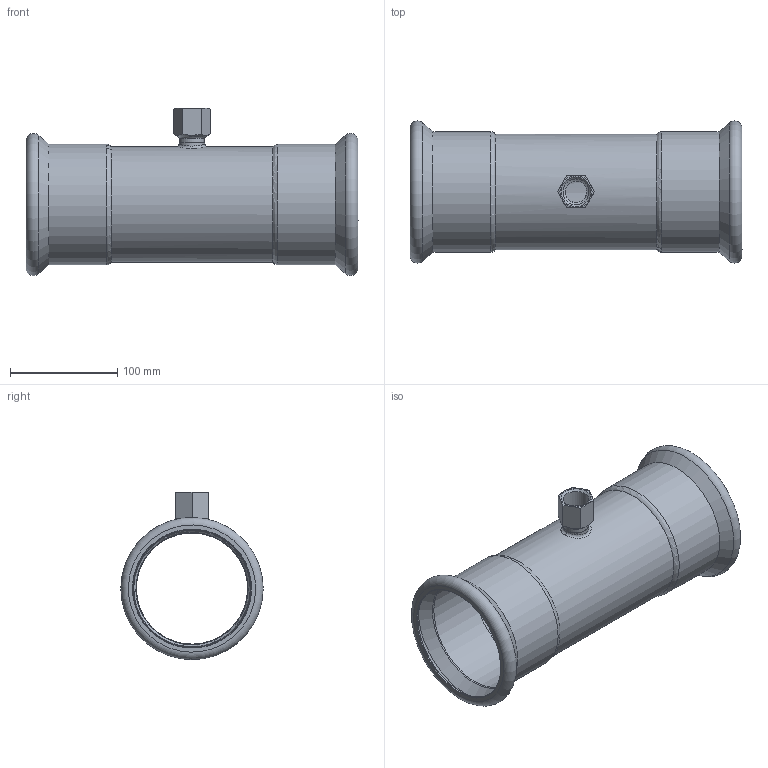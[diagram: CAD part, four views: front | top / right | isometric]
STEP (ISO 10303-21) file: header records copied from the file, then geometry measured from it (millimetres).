
FILE_DESCRIPTION(/* description */ (''),/* implementation_level */ '2;1');
FILE_NAME(/* name */ '41336.stp',/* time_stamp */ '2023-09-08T10:58:52+02:00',/* author */ ('JANAN'),/* organization */ (''),/* preprocessor_version */ 'ST-DEVELOPER v19.2',/* originating_system */ 'Autodesk Inventor 2023',/* authorisation */ '');
FILE_SCHEMA (('AUTOMOTIVE_DESIGN { 1 0 10303 214 3 1 1 }'));
Length unit declared in the file: millimetre
Products named in the file (1): tmpF520.tmp
Bounding box: 310 x 132.76 x 156.18 mm (x, y, z)
Volume: 240684.4 mm3; surface area: 237904.4 mm2
Topology: 2 solids, 2 shells, 60 faces, 137 edges, 84 vertices
Faces by surface type: cone 17, cylinder 13, torus 13, plane 13, bspline 4
Full cylindrical faces by diameter (mm): 20 x1, 20.6 x1, 23 x1, 24 x1, 24.117 x1, 103.88 x1, 108 x1, 108.8 x2, 110.4 x2, 112.8 x2
Entity records: 2745 total; most frequent: CARTESIAN_POINT 1301, DIRECTION 292, ORIENTED_EDGE 274, EDGE_CURVE 137, AXIS2_PLACEMENT_3D 129, VERTEX_POINT 84, CIRCLE 72, EDGE_LOOP 69
